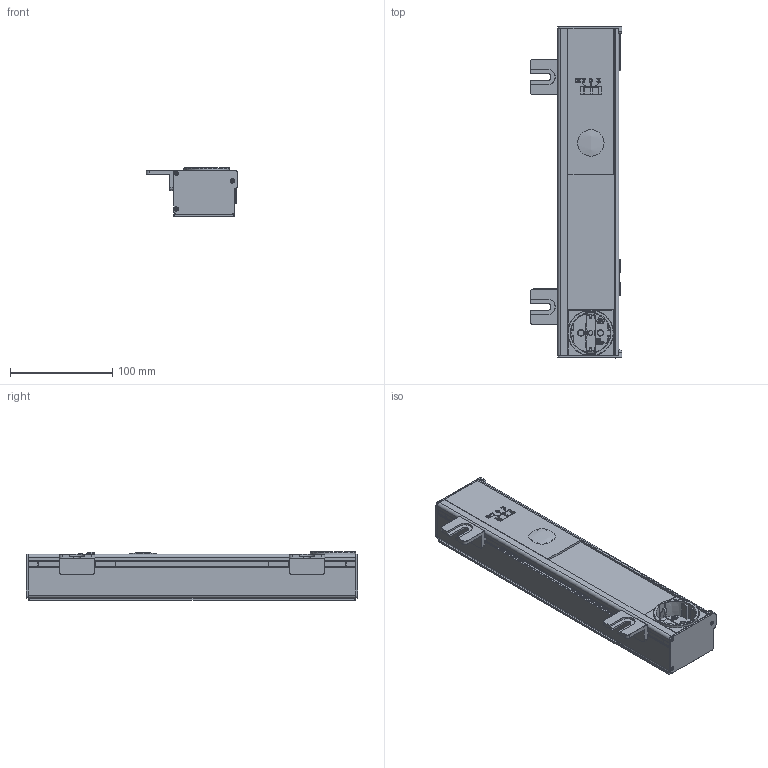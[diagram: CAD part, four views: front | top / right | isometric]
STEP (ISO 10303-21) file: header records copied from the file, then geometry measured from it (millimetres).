
FILE_DESCRIPTION(/* description */ (''),/* implementation_level */ '2;1');
FILE_NAME(/* name */ '110848_LED-A-325-E-MX.stp',/* time_stamp */ '2024-09-10T10:20:42+02:00',/* author */ ('cad'),/* organization */ (''),/* preprocessor_version */ 'ST-DEVELOPER v15.6',/* originating_system */ 'Autodesk Inventor 2015',/* authorisation */ '');
FILE_SCHEMA (('AUTOMOTIVE_DESIGN { 1 0 10303 214 3 1 1 }'));
Products named in the file (1): 110848_LED-A-325-E-MX_Shrinkwrap_1
Bounding box: 90 x 325 x 47.4 mm (x, y, z)
Surface area: 173480.9 mm2 (no closed solid volume)
Topology: 0 solids, 106 shells, 1471 faces, 5183 edges, 3790 vertices
Faces by surface type: plane 1112, cylinder 275, cone 32, bspline 30, sphere 22
Full cylindrical faces by diameter (mm): 2.797 x1, 2.8 x2, 5.5 x2
Entity records: 57497 total; most frequent: CARTESIAN_POINT 12545, DIRECTION 8744, ORIENTED_EDGE 8603, EDGE_CURVE 5159, LINE 4204, VECTOR 4204, VERTEX_POINT 3790, AXIS2_PLACEMENT_3D 2270
